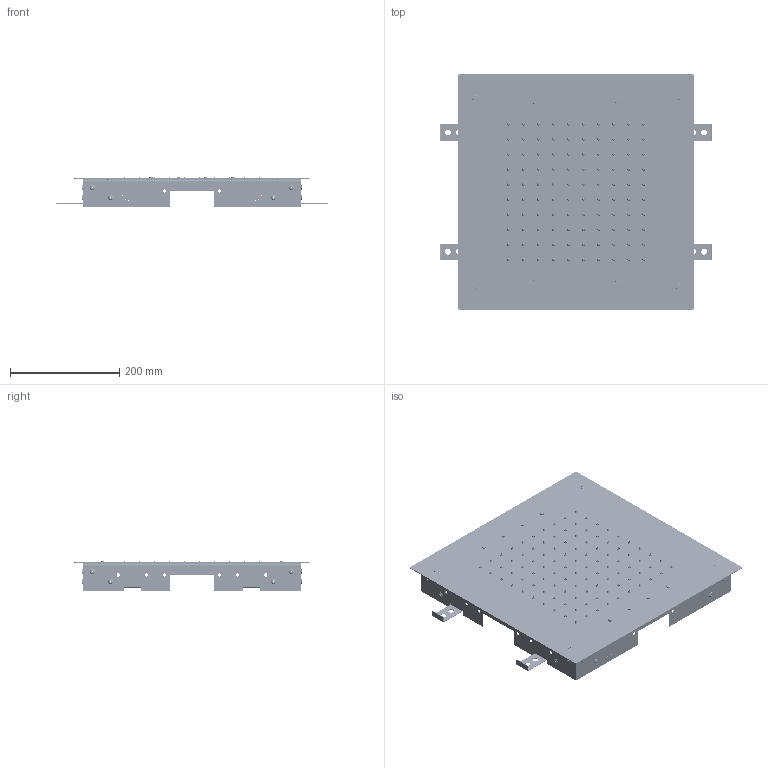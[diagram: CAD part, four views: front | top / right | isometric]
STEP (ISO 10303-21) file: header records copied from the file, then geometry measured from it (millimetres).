
FILE_DESCRIPTION(('STEP AP214'),'1');
FILE_NAME('Art.64120.stp','2022-09-05T11:33:29',(' '),(' '),'Spatial InterOp 3D',' ',' ');
FILE_SCHEMA(('AUTOMOTIVE_DESIGN { 1 0 10303 214 1 1 1 1 }'));
Length unit declared in the file: millimetre
Products named in the file (1): Art.64120
Bounding box: 498 x 430 x 56.3 mm (x, y, z)
Volume: 688269.1 mm3; surface area: 820519.2 mm2
Topology: 1 solids, 1 shells, 3380 faces, 8399 edges, 5450 vertices
Faces by surface type: plane 1063, cylinder 1054, torus 1001, cone 138, sphere 88, bspline 36
Full cylindrical faces by diameter (mm): 1.5 x100, 1.7 x100, 2.6 x16, 4 x20, 4.2 x4, 4.4 x8, 4.6 x12, 4.8 x16, 5 x112, 5.2 x24, 6 x24, 6.2 x12, 6.6 x8, 6.9 x8, 7 x4, 8.2 x8, 9.8 x8, 10 x104, 10.2 x8, 10.5 x8, 12 x8, 14 x1, 16.4 x1, 18.631 x1, 28 x1, 28.2 x1, 30 x1
Entity records: 114385 total; most frequent: CARTESIAN_POINT 17347, DIRECTION 15320, ORIENTED_EDGE 11390, AXIS2_PLACEMENT_3D 6676, EDGE_LOOP 5978, EDGE_CURVE 5695, FACE_OUTER_BOUND 4999, VERTEX_POINT 4535
